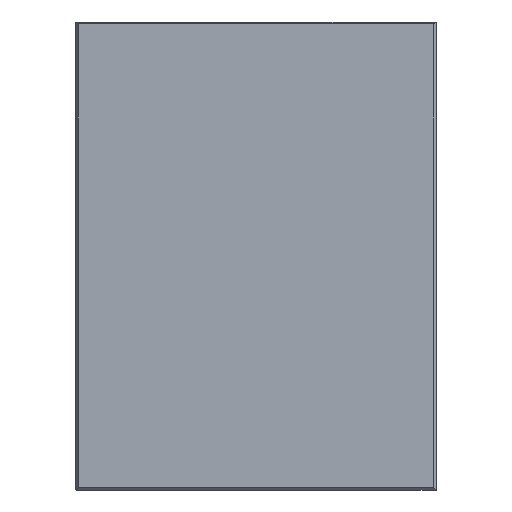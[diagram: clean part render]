
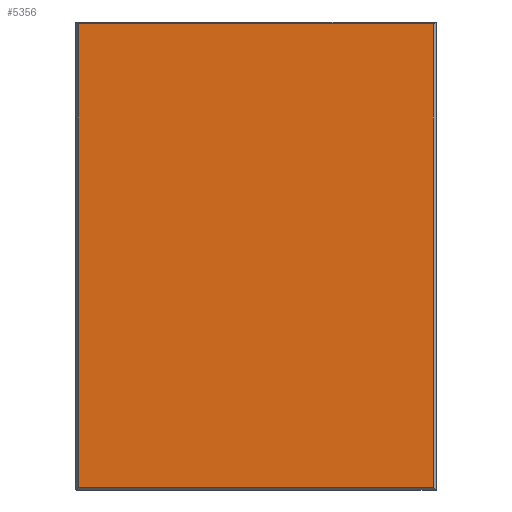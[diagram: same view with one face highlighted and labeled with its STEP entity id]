
A CAD part, left-side view. The second image highlights one B-rep face of the part: STEP entity #5356.
In plain terms, the highlighted planar face has unit normal (-1, 0, 0).
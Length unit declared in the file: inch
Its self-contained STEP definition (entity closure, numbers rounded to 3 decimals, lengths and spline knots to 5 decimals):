
#430 = FACE_OUTER_BOUND ( 'NONE', #28286, .T. ) ;
#1310 = EDGE_CURVE ( 'NONE', #32251, #21195, #20270, .T. ) ;
#1779 = CARTESIAN_POINT ( 'NONE',  ( -4.56627, 1.80458, -1.63202 ) ) ;
#1851 = CARTESIAN_POINT ( 'NONE',  ( -4.56627, -0.76134, -1.63202 ) ) ;
#1966 = DIRECTION ( 'NONE',  ( 0., 0., -1. ) ) ;
#2148 = ORIENTED_EDGE ( 'NONE', *, *, #23121, .T. ) ;
#2309 = CARTESIAN_POINT ( 'NONE',  ( -4.56627, 1.80458, -1.65702 ) ) ;
#2428 = EDGE_CURVE ( 'NONE', #26162, #29907, #15766, .T. ) ;
#5356 = ADVANCED_FACE ( 'NONE', ( #430 ), #30292, .T. ) ;
#5903 = EDGE_CURVE ( 'NONE', #21195, #26162, #6559, .T. ) ;
#6489 = CARTESIAN_POINT ( 'NONE',  ( -4.56627, -0.76134, 1.71456 ) ) ;
#6559 = LINE ( 'NONE', #30585, #31920 ) ;
#7121 = VECTOR ( 'NONE', #1966, 39.37008 ) ;
#7129 = DIRECTION ( 'NONE',  ( 0., -1., 0. ) ) ;
#7520 = CARTESIAN_POINT ( 'NONE',  ( -4.56627, 1.82566, 1.71456 ) ) ;
#8582 = CARTESIAN_POINT ( 'NONE',  ( -4.56627, -0.76134, 0.03898 ) ) ;
#14653 = CARTESIAN_POINT ( 'NONE',  ( -4.56627, 0.51966, 0.03898 ) ) ;
#15766 = LINE ( 'NONE', #8582, #23936 ) ;
#16322 = VECTOR ( 'NONE', #20956, 39.37008 ) ;
#16953 = ORIENTED_EDGE ( 'NONE', *, *, #1310, .T. ) ;
#17289 = DIRECTION ( 'NONE',  ( -1., 0., 0. ) ) ;
#19935 = DIRECTION ( 'NONE',  ( 0., 0., 1. ) ) ;
#20067 = ORIENTED_EDGE ( 'NONE', *, *, #5903, .T. ) ;
#20270 = LINE ( 'NONE', #2309, #7121 ) ;
#20602 = ORIENTED_EDGE ( 'NONE', *, *, #2428, .T. ) ;
#20824 = LINE ( 'NONE', #7520, #16322 ) ;
#20956 = DIRECTION ( 'NONE',  ( 0., 1., 0. ) ) ;
#21195 = VERTEX_POINT ( 'NONE', #1779 ) ;
#23121 = EDGE_CURVE ( 'NONE', #29907, #32251, #20824, .T. ) ;
#23936 = VECTOR ( 'NONE', #27174, 39.37008 ) ;
#26162 = VERTEX_POINT ( 'NONE', #1851 ) ;
#26266 = CARTESIAN_POINT ( 'NONE',  ( -4.56627, 1.80458, 1.71456 ) ) ;
#26339 = AXIS2_PLACEMENT_3D ( 'NONE', #14653, #17289, #19935 ) ;
#27174 = DIRECTION ( 'NONE',  ( 0., 0., 1. ) ) ;
#28286 = EDGE_LOOP ( 'NONE', ( #16953, #20067, #20602, #2148 ) ) ;
#29907 = VERTEX_POINT ( 'NONE', #6489 ) ;
#30292 = PLANE ( 'NONE',  #26339 ) ;
#30585 = CARTESIAN_POINT ( 'NONE',  ( -4.56627, 0.51966, -1.63202 ) ) ;
#31920 = VECTOR ( 'NONE', #7129, 39.37008 ) ;
#32251 = VERTEX_POINT ( 'NONE', #26266 ) ;
